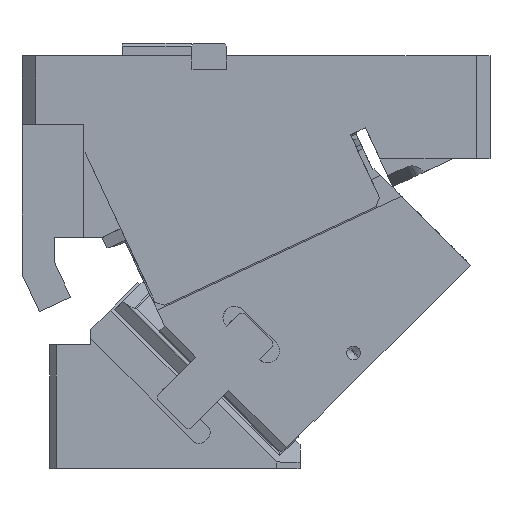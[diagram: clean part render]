
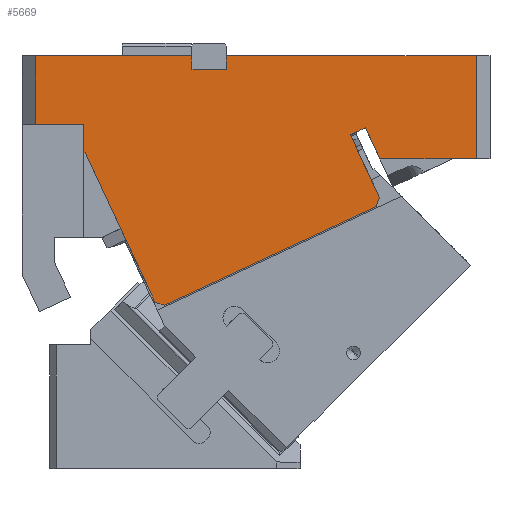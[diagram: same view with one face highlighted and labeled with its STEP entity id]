
A CAD part, front view. The second image highlights one B-rep face of the part: STEP entity #5669.
In plain terms, the highlighted planar face has unit normal (0, -1, 0).
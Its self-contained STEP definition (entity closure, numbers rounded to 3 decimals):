
#479=CARTESIAN_POINT('Vertex',(-250.,-75.,300.)) ;
#482=CARTESIAN_POINT('Line Origine',(-193.25,-75.,300.)) ;
#486=CARTESIAN_POINT('Vertex',(-136.5,-75.,300.)) ;
#764=CARTESIAN_POINT('Vertex',(-250.,-75.,250.)) ;
#767=CARTESIAN_POINT('Line Origine',(-250.,-75.,275.)) ;
#2358=CARTESIAN_POINT('Vertex',(-111.5,-75.,300.)) ;
#2361=CARTESIAN_POINT('Line Origine',(-20.75,-75.,300.)) ;
#2365=CARTESIAN_POINT('Vertex',(70.,-75.,300.)) ;
#2744=CARTESIAN_POINT('Vertex',(70.,-75.,225.)) ;
#2747=CARTESIAN_POINT('Line Origine',(70.,-75.,262.5)) ;
#3276=CARTESIAN_POINT('Vertex',(-16.907,-75.,244.563)) ;
#3279=CARTESIAN_POINT('Line Origine',(-16.913,-75.,244.575)) ;
#3283=CARTESIAN_POINT('Vertex',(-16.919,-75.,244.588)) ;
#3838=CARTESIAN_POINT('Vertex',(-163.443,-75.,121.063)) ;
#3841=CARTESIAN_POINT('Line Origine',(-188.8,-75.,175.442)) ;
#3845=CARTESIAN_POINT('Vertex',(-214.157,-75.,229.82)) ;
#3910=CARTESIAN_POINT('Vertex',(-156.799,-75.,118.645)) ;
#3913=CARTESIAN_POINT('Line Origine',(-160.121,-75.,119.854)) ;
#3971=CARTESIAN_POINT('Vertex',(-0.061,-75.,225.)) ;
#3974=CARTESIAN_POINT('Line Origine',(-5.312,-75.,236.261)) ;
#3978=CARTESIAN_POINT('Vertex',(-10.563,-75.,247.521)) ;
#4300=CARTESIAN_POINT('Vertex',(-0.308,-75.,197.135)) ;
#4303=CARTESIAN_POINT('Line Origine',(-1.517,-75.,193.812)) ;
#4307=CARTESIAN_POINT('Vertex',(-2.726,-75.,190.49)) ;
#4530=CARTESIAN_POINT('Vertex',(-136.5,-75.,290.)) ;
#4533=CARTESIAN_POINT('Line Origine',(-124.,-75.,290.)) ;
#4537=CARTESIAN_POINT('Vertex',(-111.5,-75.,290.)) ;
#4698=CARTESIAN_POINT('Line Origine',(-79.762,-75.,154.567)) ;
#4729=CARTESIAN_POINT('Vertex',(-21.45,-75.,242.474)) ;
#4732=CARTESIAN_POINT('Line Origine',(-10.879,-75.,219.805)) ;
#4817=CARTESIAN_POINT('Line Origine',(-214.579,-75.,229.624)) ;
#4821=CARTESIAN_POINT('Vertex',(-215.,-75.,229.427)) ;
#4850=CARTESIAN_POINT('Line Origine',(-215.,-75.,239.714)) ;
#4854=CARTESIAN_POINT('Vertex',(-215.,-75.,250.)) ;
#4919=CARTESIAN_POINT('Line Origine',(-13.735,-75.,246.042)) ;
#4965=CARTESIAN_POINT('Line Origine',(-19.184,-75.,243.531)) ;
#5010=CARTESIAN_POINT('Line Origine',(34.969,-75.,225.)) ;
#5159=CARTESIAN_POINT('Line Origine',(-111.5,-75.,295.)) ;
#5632=CARTESIAN_POINT('Axis2P3D Location',(-260.,-75.,250.)) ;
#5637=CARTESIAN_POINT('Line Origine',(-136.5,-75.,295.)) ;
#5642=CARTESIAN_POINT('Line Origine',(-232.5,-75.,250.)) ;
#483=DIRECTION('Vector Direction',(-1.,0.,0.)) ;
#768=DIRECTION('Vector Direction',(0.,0.,-1.)) ;
#2362=DIRECTION('Vector Direction',(-1.,0.,0.)) ;
#2748=DIRECTION('Vector Direction',(0.,0.,1.)) ;
#3280=DIRECTION('Vector Direction',(-0.423,0.,0.906)) ;
#3842=DIRECTION('Vector Direction',(-0.423,0.,0.906)) ;
#3914=DIRECTION('Vector Direction',(0.94,0.,-0.342)) ;
#3975=DIRECTION('Vector Direction',(0.423,0.,-0.906)) ;
#4304=DIRECTION('Vector Direction',(0.342,0.,0.94)) ;
#4534=DIRECTION('Vector Direction',(1.,0.,0.)) ;
#4699=DIRECTION('Vector Direction',(0.906,0.,0.423)) ;
#4733=DIRECTION('Vector Direction',(-0.423,0.,0.906)) ;
#4818=DIRECTION('Vector Direction',(0.906,0.,0.423)) ;
#4851=DIRECTION('Vector Direction',(0.,0.,-1.)) ;
#4920=DIRECTION('Vector Direction',(0.906,0.,0.423)) ;
#4966=DIRECTION('Vector Direction',(0.906,0.,0.423)) ;
#5011=DIRECTION('Vector Direction',(1.,0.,0.)) ;
#5160=DIRECTION('Vector Direction',(0.,0.,1.)) ;
#5633=DIRECTION('Axis2P3D Direction',(0.,1.,0.)) ;
#5634=DIRECTION('Axis2P3D XDirection',(-1.,0.,0.)) ;
#5638=DIRECTION('Vector Direction',(0.,0.,1.)) ;
#5643=DIRECTION('Vector Direction',(1.,0.,0.)) ;
#5635=AXIS2_PLACEMENT_3D('Plane Axis2P3D',#5632,#5633,#5634) ;
#5648=ORIENTED_EDGE('',*,*,#4969,.T.) ;
#5649=ORIENTED_EDGE('',*,*,#3285,.F.) ;
#5650=ORIENTED_EDGE('',*,*,#4923,.T.) ;
#5651=ORIENTED_EDGE('',*,*,#3980,.T.) ;
#5652=ORIENTED_EDGE('',*,*,#5014,.T.) ;
#5653=ORIENTED_EDGE('',*,*,#2751,.T.) ;
#5654=ORIENTED_EDGE('',*,*,#2367,.T.) ;
#5655=ORIENTED_EDGE('',*,*,#5163,.F.) ;
#5656=ORIENTED_EDGE('',*,*,#4539,.F.) ;
#5657=ORIENTED_EDGE('',*,*,#5641,.T.) ;
#5658=ORIENTED_EDGE('',*,*,#488,.T.) ;
#5659=ORIENTED_EDGE('',*,*,#771,.T.) ;
#5660=ORIENTED_EDGE('',*,*,#5646,.T.) ;
#5661=ORIENTED_EDGE('',*,*,#4856,.T.) ;
#5662=ORIENTED_EDGE('',*,*,#4823,.T.) ;
#5663=ORIENTED_EDGE('',*,*,#3847,.F.) ;
#5664=ORIENTED_EDGE('',*,*,#3917,.T.) ;
#5665=ORIENTED_EDGE('',*,*,#4702,.T.) ;
#5666=ORIENTED_EDGE('',*,*,#4309,.T.) ;
#5667=ORIENTED_EDGE('',*,*,#4736,.T.) ;
#484=VECTOR('Line Direction',#483,1.) ;
#769=VECTOR('Line Direction',#768,1.) ;
#2363=VECTOR('Line Direction',#2362,1.) ;
#2749=VECTOR('Line Direction',#2748,1.) ;
#3281=VECTOR('Line Direction',#3280,1.) ;
#3843=VECTOR('Line Direction',#3842,1.) ;
#3915=VECTOR('Line Direction',#3914,1.) ;
#3976=VECTOR('Line Direction',#3975,1.) ;
#4305=VECTOR('Line Direction',#4304,1.) ;
#4535=VECTOR('Line Direction',#4534,1.) ;
#4700=VECTOR('Line Direction',#4699,1.) ;
#4734=VECTOR('Line Direction',#4733,1.) ;
#4819=VECTOR('Line Direction',#4818,1.) ;
#4852=VECTOR('Line Direction',#4851,1.) ;
#4921=VECTOR('Line Direction',#4920,1.) ;
#4967=VECTOR('Line Direction',#4966,1.) ;
#5012=VECTOR('Line Direction',#5011,1.) ;
#5161=VECTOR('Line Direction',#5160,1.) ;
#5639=VECTOR('Line Direction',#5638,1.) ;
#5644=VECTOR('Line Direction',#5643,1.) ;
#5669=ADVANCED_FACE('CAM HOLDER',(#5668),#5636,.F.) ;
#488=EDGE_CURVE('',#487,#480,#485,.T.) ;
#771=EDGE_CURVE('',#480,#765,#770,.T.) ;
#2367=EDGE_CURVE('',#2366,#2359,#2364,.T.) ;
#2751=EDGE_CURVE('',#2745,#2366,#2750,.T.) ;
#3285=EDGE_CURVE('',#3277,#3284,#3282,.T.) ;
#3847=EDGE_CURVE('',#3839,#3846,#3844,.T.) ;
#3917=EDGE_CURVE('',#3839,#3911,#3916,.T.) ;
#3980=EDGE_CURVE('',#3979,#3972,#3977,.T.) ;
#4309=EDGE_CURVE('',#4308,#4301,#4306,.T.) ;
#4539=EDGE_CURVE('',#4531,#4538,#4536,.T.) ;
#4702=EDGE_CURVE('',#3911,#4308,#4701,.T.) ;
#4736=EDGE_CURVE('',#4301,#4730,#4735,.T.) ;
#4823=EDGE_CURVE('',#4822,#3846,#4820,.T.) ;
#4856=EDGE_CURVE('',#4855,#4822,#4853,.T.) ;
#4923=EDGE_CURVE('',#3277,#3979,#4922,.T.) ;
#4969=EDGE_CURVE('',#4730,#3284,#4968,.T.) ;
#5014=EDGE_CURVE('',#3972,#2745,#5013,.T.) ;
#5163=EDGE_CURVE('',#4538,#2359,#5162,.T.) ;
#5641=EDGE_CURVE('',#4531,#487,#5640,.T.) ;
#5646=EDGE_CURVE('',#765,#4855,#5645,.T.) ;
#5647=EDGE_LOOP('',(#5648,#5649,#5650,#5651,#5652,#5653,#5654,#5655,#5656,#5657,#5658,#5659,#5660,#5661,#5662,#5663,#5664,#5665,#5666,#5667)) ;
#5668=FACE_OUTER_BOUND('',#5647,.T.) ;
#485=LINE('Line',#482,#484) ;
#770=LINE('Line',#767,#769) ;
#2364=LINE('Line',#2361,#2363) ;
#2750=LINE('Line',#2747,#2749) ;
#3282=LINE('Line',#3279,#3281) ;
#3844=LINE('Line',#3841,#3843) ;
#3916=LINE('Line',#3913,#3915) ;
#3977=LINE('Line',#3974,#3976) ;
#4306=LINE('Line',#4303,#4305) ;
#4536=LINE('Line',#4533,#4535) ;
#4701=LINE('Line',#4698,#4700) ;
#4735=LINE('Line',#4732,#4734) ;
#4820=LINE('Line',#4817,#4819) ;
#4853=LINE('Line',#4850,#4852) ;
#4922=LINE('Line',#4919,#4921) ;
#4968=LINE('Line',#4965,#4967) ;
#5013=LINE('Line',#5010,#5012) ;
#5162=LINE('Line',#5159,#5161) ;
#5640=LINE('Line',#5637,#5639) ;
#5645=LINE('Line',#5642,#5644) ;
#5636=PLANE('Plane',#5635) ;
#480=VERTEX_POINT('',#479) ;
#487=VERTEX_POINT('',#486) ;
#765=VERTEX_POINT('',#764) ;
#2359=VERTEX_POINT('',#2358) ;
#2366=VERTEX_POINT('',#2365) ;
#2745=VERTEX_POINT('',#2744) ;
#3277=VERTEX_POINT('',#3276) ;
#3284=VERTEX_POINT('',#3283) ;
#3839=VERTEX_POINT('',#3838) ;
#3846=VERTEX_POINT('',#3845) ;
#3911=VERTEX_POINT('',#3910) ;
#3972=VERTEX_POINT('',#3971) ;
#3979=VERTEX_POINT('',#3978) ;
#4301=VERTEX_POINT('',#4300) ;
#4308=VERTEX_POINT('',#4307) ;
#4531=VERTEX_POINT('',#4530) ;
#4538=VERTEX_POINT('',#4537) ;
#4730=VERTEX_POINT('',#4729) ;
#4822=VERTEX_POINT('',#4821) ;
#4855=VERTEX_POINT('',#4854) ;
